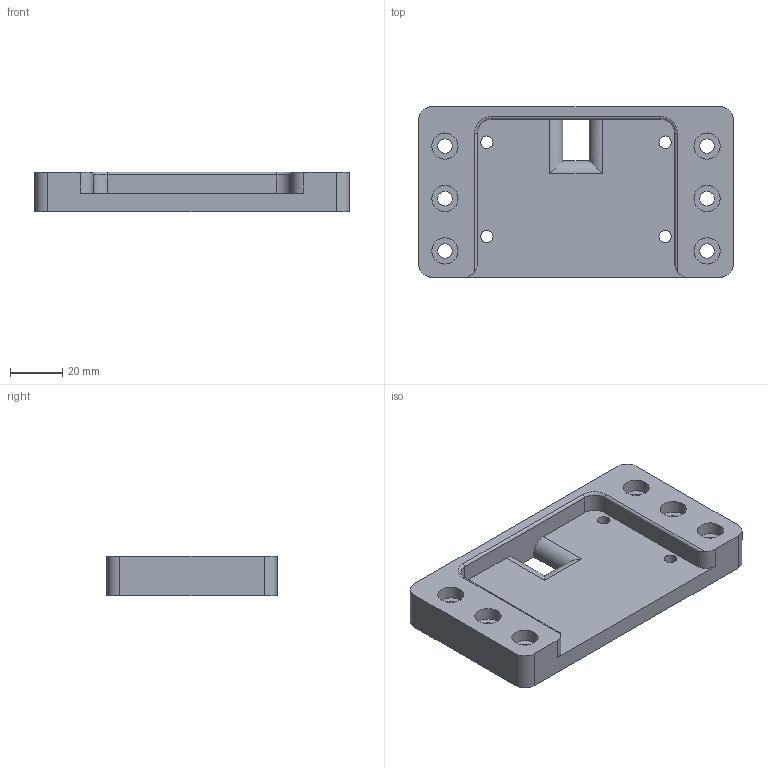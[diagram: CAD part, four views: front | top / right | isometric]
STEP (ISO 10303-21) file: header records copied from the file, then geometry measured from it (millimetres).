
FILE_DESCRIPTION(/* description */ ('STEP AP242','CAx-IF Rec.Pracs.---Representation and Presentation of Product Manufacturing Information (PMI)---4.0---2014-10-13','CAx-IF Rec.Pracs.---3D Tessellated Geometry---0.4---2014-09-14','2;1'),/* implementation_level */ '2;1');
FILE_NAME(/* name */ 'ExoGuitar - Bridge - Alnicov 6 Strings Saddle Headless',/* time_stamp */ '2024-12-17T01:21:21Z',/* author */ (''),/* organization */ (''),/* preprocessor_version */ 'ST-DEVELOPER v20',/* originating_system */ 'ONSHAPE BY PTC INC, 1.191',/* authorisation */ ' ');
FILE_SCHEMA (('AP242_MANAGED_MODEL_BASED_3D_ENGINEERING_MIM_LF { 1 0 10303 442 1 1 4 }'));
Length unit declared in the file: metre
Products named in the file (1): Bridge - Alnicov 6 Strings Saddle Headless
Bounding box: 120 x 65 x 15 mm (x, y, z)
Volume: 74707.9 mm3; surface area: 23735.3 mm2
Topology: 1 solids, 1 shells, 51 faces, 132 edges, 88 vertices
Faces by surface type: cylinder 30, plane 19, torus 2
Full cylindrical faces by diameter (mm): 4.75 x4, 5.5 x6, 10 x6
Entity records: 1520 total; most frequent: DIRECTION 270, CARTESIAN_POINT 252, ORIENTED_EDGE 220, EDGE_CURVE 110, AXIS2_PLACEMENT_3D 110, EDGE_LOOP 94, FACE_BOUND 94, VERTEX_POINT 82
